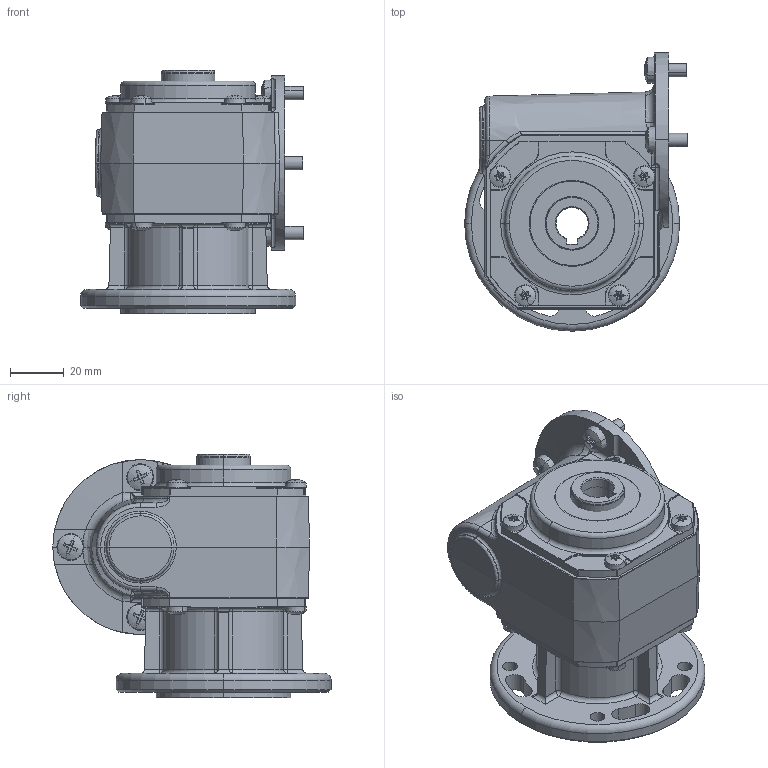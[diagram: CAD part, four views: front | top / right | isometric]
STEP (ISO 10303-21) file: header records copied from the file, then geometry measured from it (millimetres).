
FILE_DESCRIPTION (( 'STEP AP214' ), '1' );
FILE_NAME ('Getriebe VE31-K-RH.STEP', '2018-07-25T07:34:12', ( 'gfeller' ), ( '' ), 'SwSTEP 2.0', 'SolidWorks 2017', '' );
FILE_SCHEMA (( 'AUTOMOTIVE_DESIGN' ));
Length unit declared in the file: millimetre
Products named in the file (1): Getriebe VE31-K-RH
Bounding box: 82.9 x 103.5 x 90.5 mm (x, y, z)
Volume: 348237.8 mm3; surface area: 84634.1 mm2
Topology: 21 solids, 23 shells, 1333 faces, 3120 edges, 1766 vertices
Faces by surface type: plane 420, cylinder 403, cone 258, torus 140, bspline 58, sphere 54
Entity records: 42768 total; most frequent: CARTESIAN_POINT 10268, DIRECTION 6589, ORIENTED_EDGE 6052, EDGE_CURVE 3026, AXIS2_PLACEMENT_3D 2607, VERTEX_POINT 1766, EDGE_LOOP 1392, VECTOR 1375
